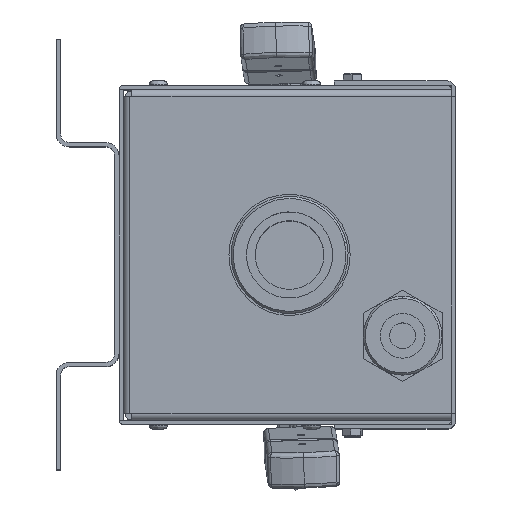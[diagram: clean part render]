
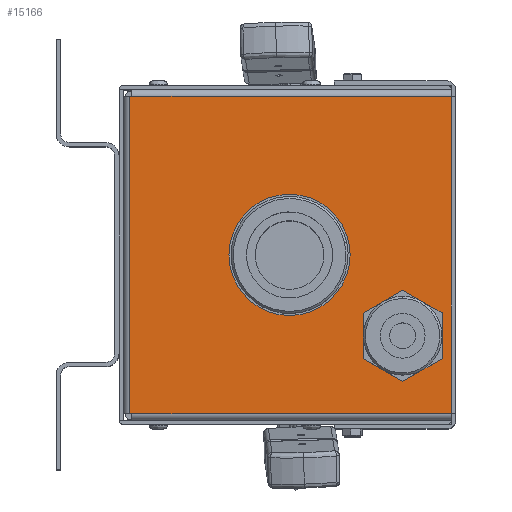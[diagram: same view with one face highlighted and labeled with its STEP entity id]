
A CAD part, top view. The second image highlights one B-rep face of the part: STEP entity #15166.
In plain terms, the highlighted planar face has unit normal (0, 0, 1).
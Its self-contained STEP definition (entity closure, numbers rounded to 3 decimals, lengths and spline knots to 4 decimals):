
#612 = CARTESIAN_POINT ( 'NONE',  ( 2.2541, -2.0833, 14.5099 ) ) ;
#3791 = CARTESIAN_POINT ( 'NONE',  ( 2.2541, 2.3407, 14.5099 ) ) ;
#5255 = EDGE_CURVE ( 'NONE', #119406, #39665, #29044, .T. ) ;
#9472 = CARTESIAN_POINT ( 'NONE',  ( -2.2859, -2.0833, 14.5099 ) ) ;
#10049 = CARTESIAN_POINT ( 'NONE',  ( -0.0598, 2.3407, 14.5099 ) ) ;
#12307 = CIRCLE ( 'NONE', #77388, 0.844 ) ;
#12627 = EDGE_CURVE ( 'NONE', #85680, #110125, #144891, .T. ) ;
#12833 = CARTESIAN_POINT ( 'NONE',  ( 1.5141, -0.9993, 14.5099 ) ) ;
#12918 = VECTOR ( 'NONE', #149931, 39.3701 ) ;
#13309 = ORIENTED_EDGE ( 'NONE', *, *, #160371, .T. ) ;
#15166 = ADVANCED_FACE ( 'NONE', ( #84179, #54127, #114149 ), #107466, .T. ) ;
#15460 = CARTESIAN_POINT ( 'NONE',  ( -2.2859, 2.3407, 14.5099 ) ) ;
#16128 = CARTESIAN_POINT ( 'NONE',  ( -2.2559, 2.3407, 14.5099 ) ) ;
#16269 = DIRECTION ( 'NONE',  ( 0., 1., 0. ) ) ;
#17029 = VECTOR ( 'NONE', #73244, 39.3701 ) ;
#19420 = CIRCLE ( 'NONE', #154100, 0.4375 ) ;
#19706 = ORIENTED_EDGE ( 'NONE', *, *, #162235, .T. ) ;
#21441 = EDGE_LOOP ( 'NONE', ( #19706, #94008 ) ) ;
#25686 = DIRECTION ( 'NONE',  ( 0., -1., 0. ) ) ;
#25723 = ORIENTED_EDGE ( 'NONE', *, *, #138178, .T. ) ;
#26890 = CIRCLE ( 'NONE', #33258, 0.4375 ) ;
#29044 = LINE ( 'NONE', #10049, #17029 ) ;
#29263 = VECTOR ( 'NONE', #130738, 39.3701 ) ;
#29422 = VECTOR ( 'NONE', #143568, 39.3701 ) ;
#30860 = DIRECTION ( 'NONE',  ( 0., 0., 1. ) ) ;
#33258 = AXIS2_PLACEMENT_3D ( 'NONE', #12833, #102342, #25686 ) ;
#38655 = EDGE_LOOP ( 'NONE', ( #76578, #13309 ) ) ;
#39665 = VERTEX_POINT ( 'NONE', #16128 ) ;
#39968 = VERTEX_POINT ( 'NONE', #98286 ) ;
#40545 = LINE ( 'NONE', #51812, #134526 ) ;
#42600 = ORIENTED_EDGE ( 'NONE', *, *, #130642, .T. ) ;
#42636 = DIRECTION ( 'NONE',  ( 0., 0., -1. ) ) ;
#47722 = ORIENTED_EDGE ( 'NONE', *, *, #97305, .F. ) ;
#47730 = CARTESIAN_POINT ( 'NONE',  ( -2.2859, 0.1287, 14.5099 ) ) ;
#51812 = CARTESIAN_POINT ( 'NONE',  ( -2.3159, -2.0833, 14.5099 ) ) ;
#52851 = VERTEX_POINT ( 'NONE', #78736 ) ;
#54127 = FACE_BOUND ( 'NONE', #21441, .T. ) ;
#55061 = AXIS2_PLACEMENT_3D ( 'NONE', #158151, #30860, #120307 ) ;
#63391 = LINE ( 'NONE', #67027, #29422 ) ;
#64669 = DIRECTION ( 'NONE',  ( -1., 0., 0. ) ) ;
#65234 = CIRCLE ( 'NONE', #76645, 0.844 ) ;
#66558 = CARTESIAN_POINT ( 'NONE',  ( 2.2541, 0.1287, 14.5099 ) ) ;
#67027 = CARTESIAN_POINT ( 'NONE',  ( -2.3159, 2.3407, 14.5099 ) ) ;
#69819 = DIRECTION ( 'NONE',  ( 0., 0., -1. ) ) ;
#70838 = VERTEX_POINT ( 'NONE', #612 ) ;
#72926 = VECTOR ( 'NONE', #16269, 39.3701 ) ;
#73244 = DIRECTION ( 'NONE',  ( -1., 0., 0. ) ) ;
#73294 = DIRECTION ( 'NONE',  ( 0., 0., -1. ) ) ;
#76578 = ORIENTED_EDGE ( 'NONE', *, *, #109481, .T. ) ;
#76645 = AXIS2_PLACEMENT_3D ( 'NONE', #149776, #73294, #162557 ) ;
#77139 = EDGE_LOOP ( 'NONE', ( #115307, #47722, #109139, #102991, #25723, #42600 ) ) ;
#77388 = AXIS2_PLACEMENT_3D ( 'NONE', #146331, #69819, #159077 ) ;
#78736 = CARTESIAN_POINT ( 'NONE',  ( -0.0609, 0.9727, 14.5099 ) ) ;
#84179 = FACE_BOUND ( 'NONE', #38655, .T. ) ;
#85680 = VERTEX_POINT ( 'NONE', #15460 ) ;
#89671 = CARTESIAN_POINT ( 'NONE',  ( -0.0609, -0.7153, 14.5099 ) ) ;
#92234 = CARTESIAN_POINT ( 'NONE',  ( -0.0598, -2.0833, 14.5099 ) ) ;
#94008 = ORIENTED_EDGE ( 'NONE', *, *, #165709, .T. ) ;
#97305 = EDGE_CURVE ( 'NONE', #85680, #39665, #63391, .T. ) ;
#98286 = CARTESIAN_POINT ( 'NONE',  ( 1.5141, -0.5618, 14.5099 ) ) ;
#102342 = DIRECTION ( 'NONE',  ( 0., 0., -1. ) ) ;
#102991 = ORIENTED_EDGE ( 'NONE', *, *, #104887, .F. ) ;
#104458 = VERTEX_POINT ( 'NONE', #157490 ) ;
#104887 = EDGE_CURVE ( 'NONE', #104458, #110125, #40545, .T. ) ;
#106936 = LINE ( 'NONE', #66558, #72926 ) ;
#107466 = PLANE ( 'NONE',  #55061 ) ;
#109139 = ORIENTED_EDGE ( 'NONE', *, *, #12627, .T. ) ;
#109481 = EDGE_CURVE ( 'NONE', #155393, #39968, #19420, .T. ) ;
#110125 = VERTEX_POINT ( 'NONE', #9472 ) ;
#114149 = FACE_OUTER_BOUND ( 'NONE', #77139, .T. ) ;
#115307 = ORIENTED_EDGE ( 'NONE', *, *, #5255, .T. ) ;
#119258 = CARTESIAN_POINT ( 'NONE',  ( 1.5141, -0.9993, 14.5099 ) ) ;
#119406 = VERTEX_POINT ( 'NONE', #3791 ) ;
#120307 = DIRECTION ( 'NONE',  ( 0., -1., 0. ) ) ;
#130642 = EDGE_CURVE ( 'NONE', #70838, #119406, #106936, .T. ) ;
#130738 = DIRECTION ( 'NONE',  ( 1., 0., 0. ) ) ;
#131284 = LINE ( 'NONE', #92234, #29263 ) ;
#132105 = DIRECTION ( 'NONE',  ( 0., -1., 0. ) ) ;
#134526 = VECTOR ( 'NONE', #64669, 39.3701 ) ;
#138178 = EDGE_CURVE ( 'NONE', #104458, #70838, #131284, .T. ) ;
#143568 = DIRECTION ( 'NONE',  ( 1., 0., 0. ) ) ;
#144868 = CARTESIAN_POINT ( 'NONE',  ( 1.5141, -1.4368, 14.5099 ) ) ;
#144891 = LINE ( 'NONE', #47730, #12918 ) ;
#146331 = CARTESIAN_POINT ( 'NONE',  ( -0.0609, 0.1287, 14.5099 ) ) ;
#149776 = CARTESIAN_POINT ( 'NONE',  ( -0.0609, 0.1287, 14.5099 ) ) ;
#149931 = DIRECTION ( 'NONE',  ( 0., -1., 0. ) ) ;
#154100 = AXIS2_PLACEMENT_3D ( 'NONE', #119258, #42636, #132105 ) ;
#155393 = VERTEX_POINT ( 'NONE', #144868 ) ;
#157490 = CARTESIAN_POINT ( 'NONE',  ( -2.2559, -2.0833, 14.5099 ) ) ;
#158151 = CARTESIAN_POINT ( 'NONE',  ( -0.0598, 0.1287, 14.5099 ) ) ;
#159077 = DIRECTION ( 'NONE',  ( 0., -1., 0. ) ) ;
#160371 = EDGE_CURVE ( 'NONE', #39968, #155393, #26890, .T. ) ;
#162235 = EDGE_CURVE ( 'NONE', #163167, #52851, #12307, .T. ) ;
#162557 = DIRECTION ( 'NONE',  ( 0., -1., 0. ) ) ;
#163167 = VERTEX_POINT ( 'NONE', #89671 ) ;
#165709 = EDGE_CURVE ( 'NONE', #52851, #163167, #65234, .T. ) ;
